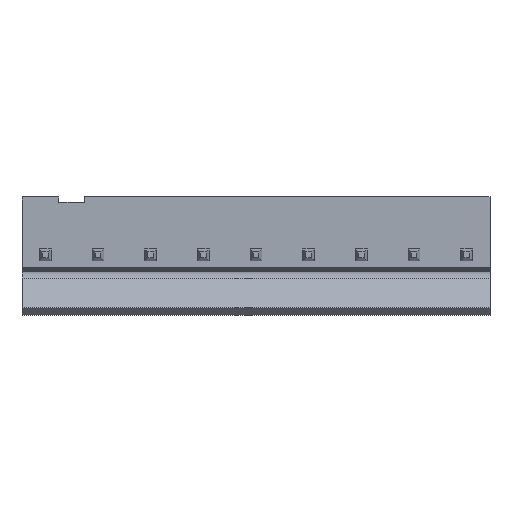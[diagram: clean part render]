
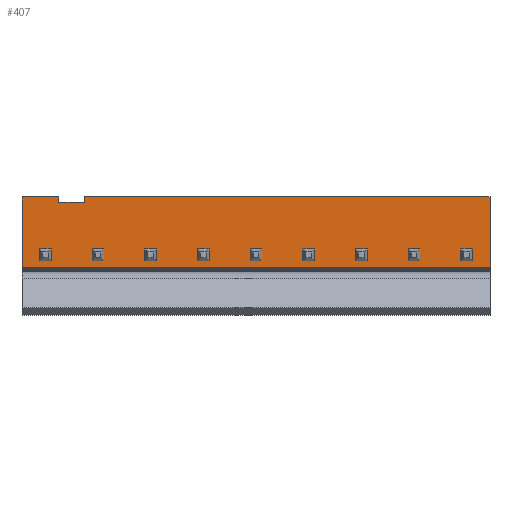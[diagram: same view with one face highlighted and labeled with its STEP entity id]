
A CAD part, top view. The second image highlights one B-rep face of the part: STEP entity #407.
In plain terms, the highlighted planar face has unit normal (0, 0, 1).
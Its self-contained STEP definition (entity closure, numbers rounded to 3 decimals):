
#407=ADVANCED_FACE('',(#770),#772,.T.);
#770=FACE_BOUND('',#771,.T.);
#771=EDGE_LOOP('',(#1052,#1053,#1054,#1055,#1056,#1057,#1058,#1059));
#772=PLANE('',#773);
#773=AXIS2_PLACEMENT_3D('',#774,#775,#776);
#774=CARTESIAN_POINT('',(42.89,-1.19,3.2));
#775=DIRECTION('',(0.,-0.,1.));
#776=DIRECTION('',(0.,1.,0.));
#1052=ORIENTED_EDGE('',*,*,#1256,.T.);
#1053=ORIENTED_EDGE('',*,*,#1257,.T.);
#1054=ORIENTED_EDGE('',*,*,#1255,.T.);
#1055=ORIENTED_EDGE('',*,*,#1258,.F.);
#1056=ORIENTED_EDGE('',*,*,#1259,.F.);
#1057=ORIENTED_EDGE('',*,*,#1260,.T.);
#1058=ORIENTED_EDGE('',*,*,#1251,.T.);
#1059=ORIENTED_EDGE('',*,*,#1261,.T.);
#1251=EDGE_CURVE('',#1363,#1361,#1364,.T.);
#1255=EDGE_CURVE('',#1366,#1368,#1370,.T.);
#1256=EDGE_CURVE('',#1371,#1372,#1373,.F.);
#1257=EDGE_CURVE('',#1372,#1366,#1374,.F.);
#1258=EDGE_CURVE('',#1375,#1368,#1376,.T.);
#1259=EDGE_CURVE('',#1377,#1375,#1378,.T.);
#1260=EDGE_CURVE('',#1377,#1363,#1379,.T.);
#1261=EDGE_CURVE('',#1361,#1371,#1380,.F.);
#1361=VERTEX_POINT('',#1546);
#1363=VERTEX_POINT('',#1550);
#1364=LINE('',#1551,#1552);
#1366=VERTEX_POINT('',#1557);
#1368=VERTEX_POINT('',#1561);
#1370=LINE('',#1565,#1566);
#1371=VERTEX_POINT('',#1568);
#1372=VERTEX_POINT('',#1569);
#1373=LINE('',#1570,#1571);
#1374=LINE('',#1573,#1574);
#1375=VERTEX_POINT('',#1576);
#1376=LINE('',#1577,#1578);
#1377=VERTEX_POINT('',#1580);
#1378=LINE('',#1581,#1582);
#1379=LINE('',#1584,#1585);
#1380=LINE('',#1587,#1588);
#1546=CARTESIAN_POINT('',(3.79,5.6,3.2));
#1550=CARTESIAN_POINT('',(42.89,5.6,3.2));
#1551=CARTESIAN_POINT('',(42.89,5.6,3.2));
#1552=VECTOR('',#1553,1.);
#1553=DIRECTION('',(-1.,0.,0.));
#1557=CARTESIAN_POINT('',(1.29,5.6,3.2));
#1561=CARTESIAN_POINT('',(-2.25,5.6,3.2));
#1565=CARTESIAN_POINT('',(1.29,5.6,3.2));
#1566=VECTOR('',#1567,1.);
#1567=DIRECTION('',(-1.,0.,0.));
#1568=CARTESIAN_POINT('',(3.79,5.1,3.2));
#1569=CARTESIAN_POINT('',(1.29,5.1,3.2));
#1570=CARTESIAN_POINT('',(1.29,5.1,3.2));
#1571=VECTOR('',#1572,1.);
#1572=DIRECTION('',(1.,0.,0.));
#1573=CARTESIAN_POINT('',(1.29,5.6,3.2));
#1574=VECTOR('',#1575,1.);
#1575=DIRECTION('',(0.,-1.,0.));
#1576=CARTESIAN_POINT('',(-2.25,-1.19,3.2));
#1577=CARTESIAN_POINT('',(-2.25,-1.19,3.2));
#1578=VECTOR('',#1579,1.);
#1579=DIRECTION('',(0.,1.,0.));
#1580=CARTESIAN_POINT('',(42.89,-1.19,3.2));
#1581=CARTESIAN_POINT('',(42.89,-1.19,3.2));
#1582=VECTOR('',#1583,1.);
#1583=DIRECTION('',(-1.,0.,0.));
#1584=CARTESIAN_POINT('',(42.89,-1.19,3.2));
#1585=VECTOR('',#1586,1.);
#1586=DIRECTION('',(0.,1.,0.));
#1587=CARTESIAN_POINT('',(3.79,5.1,3.2));
#1588=VECTOR('',#1589,1.);
#1589=DIRECTION('',(0.,1.,0.));
